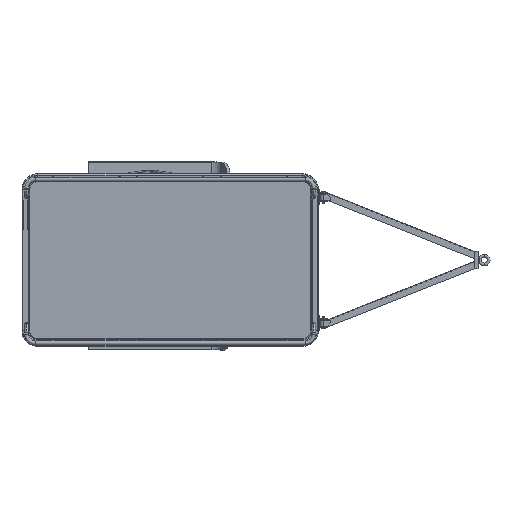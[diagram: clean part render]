
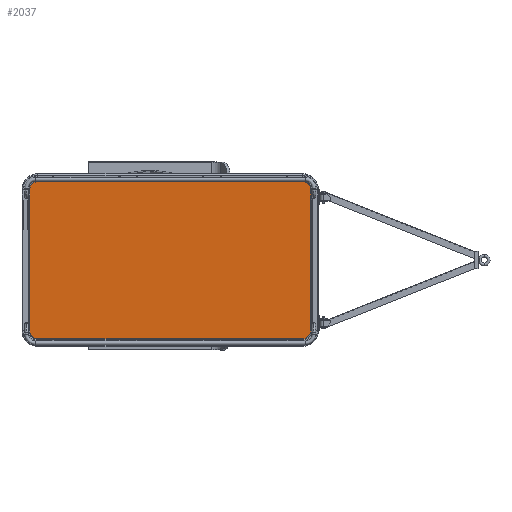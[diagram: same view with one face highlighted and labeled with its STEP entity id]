
A CAD part, front view. The second image highlights one B-rep face of the part: STEP entity #2037.
In plain terms, the highlighted face is planar.
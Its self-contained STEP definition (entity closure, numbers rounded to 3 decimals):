
#578 = DIRECTION ( 'NONE',  ( 0., 1., 0. ) ) ;
#1147 = PLANE ( 'NONE',  #12182 ) ;
#2037 = ADVANCED_FACE ( 'NONE', ( #7291 ), #1147, .T. ) ;
#2126 = CIRCLE ( 'NONE', #9986, 47. ) ;
#2231 = CARTESIAN_POINT ( 'NONE',  ( 50., -848.5, 10. ) ) ;
#2341 = DIRECTION ( 'NONE',  ( 0., 0., 1. ) ) ;
#2550 = EDGE_LOOP ( 'NONE', ( #3846, #10541, #5061, #12545, #8511, #12701, #15188, #11184 ) ) ;
#2773 = DIRECTION ( 'NONE',  ( 1., 0., 0. ) ) ;
#3371 = AXIS2_PLACEMENT_3D ( 'NONE', #9568, #2341, #10746 ) ;
#3451 = CARTESIAN_POINT ( 'NONE',  ( 50., -895.5, 10. ) ) ;
#3480 = EDGE_CURVE ( 'NONE', #5852, #9968, #7614, .T. ) ;
#3846 = ORIENTED_EDGE ( 'NONE', *, *, #3480, .T. ) ;
#4422 = EDGE_CURVE ( 'NONE', #11623, #14678, #8354, .T. ) ;
#4458 = AXIS2_PLACEMENT_3D ( 'NONE', #13839, #12588, #11733 ) ;
#4569 = VERTEX_POINT ( 'NONE', #3451 ) ;
#4920 = EDGE_CURVE ( 'NONE', #8940, #11623, #11633, .T. ) ;
#5061 = ORIENTED_EDGE ( 'NONE', *, *, #9047, .T. ) ;
#5396 = VERTEX_POINT ( 'NONE', #6801 ) ;
#5852 = VERTEX_POINT ( 'NONE', #6212 ) ;
#6093 = CARTESIAN_POINT ( 'NONE',  ( 50., -848.5, 10. ) ) ;
#6154 = EDGE_CURVE ( 'NONE', #4569, #11373, #11019, .T. ) ;
#6212 = CARTESIAN_POINT ( 'NONE',  ( 50., -3., 10. ) ) ;
#6398 = VECTOR ( 'NONE', #14233, 1000. ) ;
#6400 = CARTESIAN_POINT ( 'NONE',  ( 1597., -50., 10. ) ) ;
#6801 = CARTESIAN_POINT ( 'NONE',  ( 3., -848.5, 10. ) ) ;
#6823 = VECTOR ( 'NONE', #10683, 1000. ) ;
#6911 = AXIS2_PLACEMENT_3D ( 'NONE', #2231, #14335, #13033 ) ;
#7291 = FACE_OUTER_BOUND ( 'NONE', #2550, .T. ) ;
#7614 = CIRCLE ( 'NONE', #3371, 47. ) ;
#7728 = CARTESIAN_POINT ( 'NONE',  ( 1550., -848.5, 10. ) ) ;
#8023 = EDGE_CURVE ( 'NONE', #14678, #5852, #11324, .T. ) ;
#8354 = CIRCLE ( 'NONE', #4458, 47. ) ;
#8511 = ORIENTED_EDGE ( 'NONE', *, *, #12134, .T. ) ;
#8940 = VERTEX_POINT ( 'NONE', #13969 ) ;
#9047 = EDGE_CURVE ( 'NONE', #5396, #4569, #14008, .T. ) ;
#9568 = CARTESIAN_POINT ( 'NONE',  ( 50., -50., 10. ) ) ;
#9657 = CARTESIAN_POINT ( 'NONE',  ( 50., -3., 10. ) ) ;
#9682 = DIRECTION ( 'NONE',  ( 0., 0., 1. ) ) ;
#9732 = DIRECTION ( 'NONE',  ( 1., 0., 0. ) ) ;
#9968 = VERTEX_POINT ( 'NONE', #13636 ) ;
#9986 = AXIS2_PLACEMENT_3D ( 'NONE', #7728, #13771, #10320 ) ;
#10320 = DIRECTION ( 'NONE',  ( 1., 0., 0. ) ) ;
#10541 = ORIENTED_EDGE ( 'NONE', *, *, #14992, .T. ) ;
#10546 = CARTESIAN_POINT ( 'NONE',  ( 1550., -3., 10. ) ) ;
#10621 = CARTESIAN_POINT ( 'NONE',  ( 1550., -895.5, 10. ) ) ;
#10683 = DIRECTION ( 'NONE',  ( -1., 0., 0. ) ) ;
#10746 = DIRECTION ( 'NONE',  ( 1., 0., 0. ) ) ;
#11019 = LINE ( 'NONE', #14961, #12948 ) ;
#11184 = ORIENTED_EDGE ( 'NONE', *, *, #8023, .T. ) ;
#11324 = LINE ( 'NONE', #9657, #6823 ) ;
#11373 = VERTEX_POINT ( 'NONE', #10621 ) ;
#11623 = VERTEX_POINT ( 'NONE', #6400 ) ;
#11633 = LINE ( 'NONE', #12738, #13948 ) ;
#11733 = DIRECTION ( 'NONE',  ( 1., 0., 0. ) ) ;
#12134 = EDGE_CURVE ( 'NONE', #11373, #8940, #2126, .T. ) ;
#12182 = AXIS2_PLACEMENT_3D ( 'NONE', #6093, #9682, #9732 ) ;
#12545 = ORIENTED_EDGE ( 'NONE', *, *, #6154, .T. ) ;
#12588 = DIRECTION ( 'NONE',  ( 0., 0., 1. ) ) ;
#12665 = LINE ( 'NONE', #15493, #6398 ) ;
#12701 = ORIENTED_EDGE ( 'NONE', *, *, #4920, .T. ) ;
#12738 = CARTESIAN_POINT ( 'NONE',  ( 1597., -50., 10. ) ) ;
#12948 = VECTOR ( 'NONE', #2773, 1000. ) ;
#13033 = DIRECTION ( 'NONE',  ( 1., 0., 0. ) ) ;
#13636 = CARTESIAN_POINT ( 'NONE',  ( 3., -50., 10. ) ) ;
#13771 = DIRECTION ( 'NONE',  ( 0., 0., 1. ) ) ;
#13839 = CARTESIAN_POINT ( 'NONE',  ( 1550., -50., 10. ) ) ;
#13948 = VECTOR ( 'NONE', #578, 1000. ) ;
#13969 = CARTESIAN_POINT ( 'NONE',  ( 1597., -848.5, 10. ) ) ;
#14008 = CIRCLE ( 'NONE', #6911, 47. ) ;
#14233 = DIRECTION ( 'NONE',  ( 0., -1., 0. ) ) ;
#14335 = DIRECTION ( 'NONE',  ( 0., 0., 1. ) ) ;
#14678 = VERTEX_POINT ( 'NONE', #10546 ) ;
#14961 = CARTESIAN_POINT ( 'NONE',  ( 1550., -895.5, 10. ) ) ;
#14992 = EDGE_CURVE ( 'NONE', #9968, #5396, #12665, .T. ) ;
#15188 = ORIENTED_EDGE ( 'NONE', *, *, #4422, .T. ) ;
#15493 = CARTESIAN_POINT ( 'NONE',  ( 3., -848.5, 10. ) ) ;
